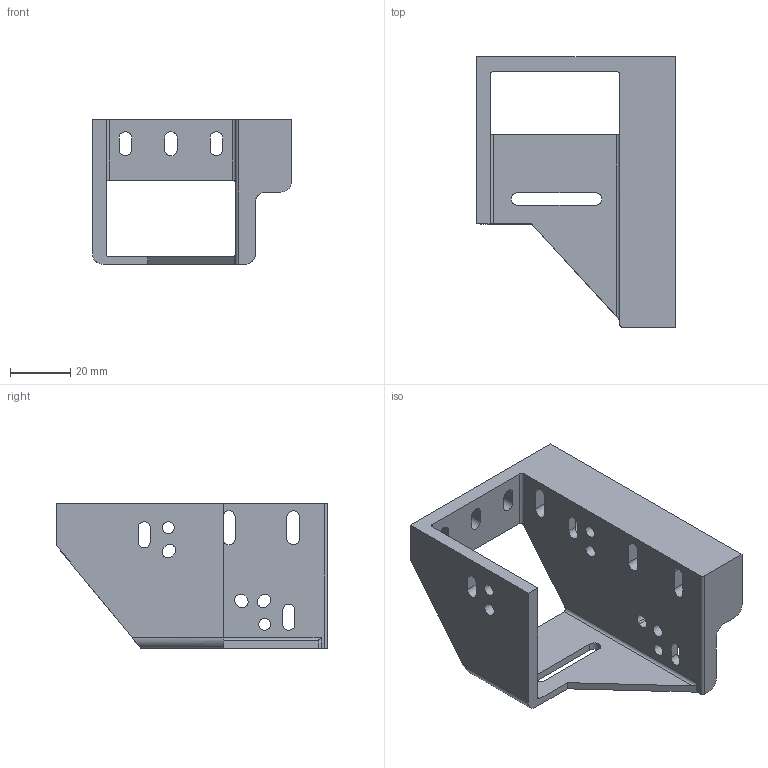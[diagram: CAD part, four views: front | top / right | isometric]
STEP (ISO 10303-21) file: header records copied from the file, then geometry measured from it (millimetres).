
FILE_DESCRIPTION(/* description */ ('STEP AP203'),/* implementation_level */ '2;1');
FILE_NAME(/* name */ '',/* time_stamp */ '2024-10-26T16:21:46+03:00',/* author */ ('Phantom'),/* organization */ (''),/* preprocessor_version */ 'ST-DEVELOPER v20',/* originating_system */ 'Autodesk Inventor 2025',/* authorisation */ '');
FILE_SCHEMA (('AUTOMOTIVE_DESIGN { 1 0 10303 214 3 1 1 }'));
Length unit declared in the file: millimetre
Products named in the file (1): мертвое колесо 
паралельно
Bounding box: 66 x 89.75 x 48 mm (x, y, z)
Volume: 59554.5 mm3; surface area: 24603 mm2
Topology: 1 solids, 1 shells, 107 faces, 312 edges, 209 vertices
Faces by surface type: plane 56, cylinder 51
Full cylindrical faces by diameter (mm): 4 x3
Entity records: 3694 total; most frequent: DIRECTION 630, CARTESIAN_POINT 629, ORIENTED_EDGE 624, EDGE_CURVE 312, LINE 210, VECTOR 210, AXIS2_PLACEMENT_3D 210, VERTEX_POINT 208
